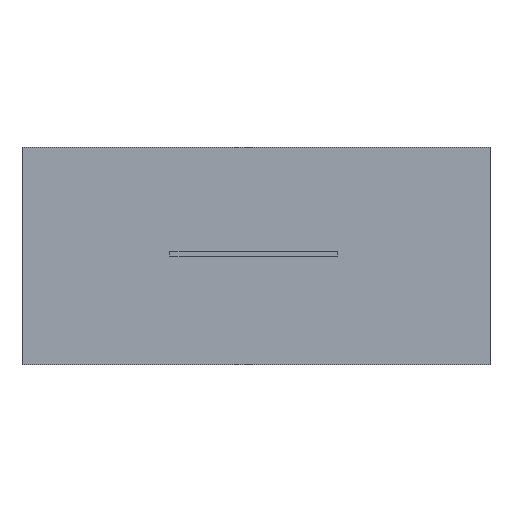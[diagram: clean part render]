
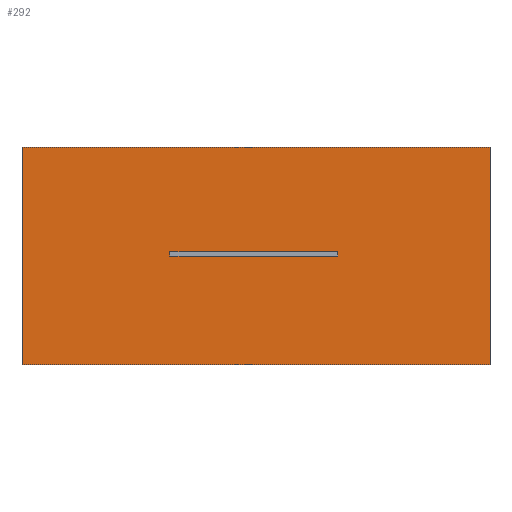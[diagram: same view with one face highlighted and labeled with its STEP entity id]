
A CAD part, front view. The second image highlights one B-rep face of the part: STEP entity #292.
In plain terms, the highlighted planar face has unit normal (0, -1, 0).
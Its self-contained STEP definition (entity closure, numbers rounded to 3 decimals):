
#34=FACE_OUTER_BOUND('',#52,.T.);
#52=EDGE_LOOP('',(#247,#248,#249,#250));
#82=LINE('',#464,#118);
#87=LINE('',#474,#123);
#88=LINE('',#477,#124);
#89=LINE('',#478,#125);
#118=VECTOR('',#384,10.);
#123=VECTOR('',#393,10.);
#124=VECTOR('',#396,10.);
#125=VECTOR('',#397,10.);
#143=VERTEX_POINT('',#457);
#146=VERTEX_POINT('',#462);
#149=VERTEX_POINT('',#472);
#150=VERTEX_POINT('',#476);
#178=EDGE_CURVE('',#146,#143,#82,.T.);
#183=EDGE_CURVE('',#146,#149,#87,.T.);
#184=EDGE_CURVE('',#150,#149,#88,.T.);
#185=EDGE_CURVE('',#143,#150,#89,.T.);
#247=ORIENTED_EDGE('',*,*,#183,.T.);
#248=ORIENTED_EDGE('',*,*,#184,.F.);
#249=ORIENTED_EDGE('',*,*,#185,.F.);
#250=ORIENTED_EDGE('',*,*,#178,.F.);
#274=PLANE('',#326);
#292=ADVANCED_FACE('',(#34),#274,.T.);
#326=AXIS2_PLACEMENT_3D('',#475,#394,#395);
#384=DIRECTION('',(-1.,0.,0.));
#393=DIRECTION('',(0.,0.,1.));
#394=DIRECTION('center_axis',(0.,-1.,0.));
#395=DIRECTION('ref_axis',(1.,0.,0.));
#396=DIRECTION('',(1.,0.,0.));
#397=DIRECTION('',(0.,0.,1.));
#457=CARTESIAN_POINT('',(-509.346,-1.729,-245.074));
#462=CARTESIAN_POINT('',(543.078,-1.729,-245.074));
#464=CARTESIAN_POINT('',(-509.346,-1.729,-245.074));
#472=CARTESIAN_POINT('',(543.078,-1.729,245.074));
#474=CARTESIAN_POINT('',(543.078,-1.729,0.));
#475=CARTESIAN_POINT('Origin',(-509.346,-1.729,0.));
#476=CARTESIAN_POINT('',(-509.346,-1.729,245.074));
#477=CARTESIAN_POINT('',(-509.346,-1.729,245.074));
#478=CARTESIAN_POINT('',(-509.346,-1.729,0.));
